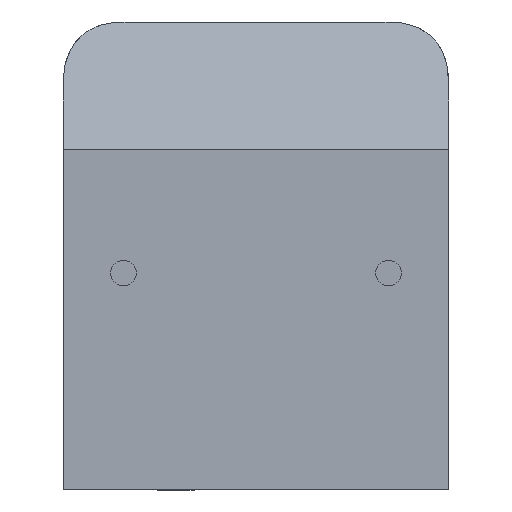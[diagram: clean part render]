
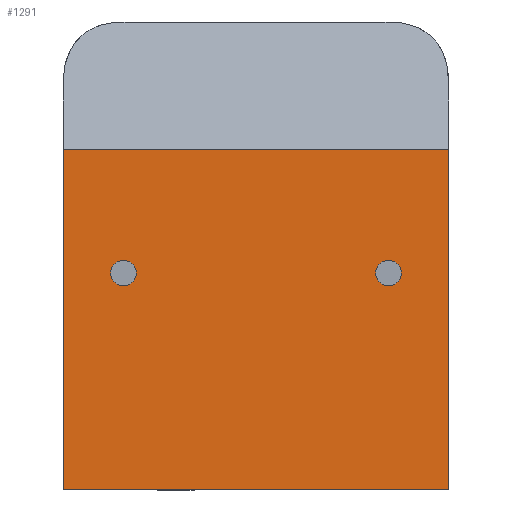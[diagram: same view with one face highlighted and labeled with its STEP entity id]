
A CAD part, front view. The second image highlights one B-rep face of the part: STEP entity #1291.
In plain terms, the highlighted free-form (B-spline) face has degree [1, 1] with [2, 2] control points.
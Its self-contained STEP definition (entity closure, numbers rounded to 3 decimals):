
#18=LINE('',#2088,#70);
#22=LINE('',#3158,#74);
#49=LINE('',#3349,#101);
#56=LINE('',#3366,#108);
#70=VECTOR('',#1536,1000.);
#74=VECTOR('',#1546,1000.);
#101=VECTOR('',#1607,1000.);
#108=VECTOR('',#1618,1000.);
#154=B_SPLINE_SURFACE_WITH_KNOTS('',1,1,((#3362,#3363),(#3364,#3365)),
 .PLANE_SURF.,.F.,.F.,.F.,(2,2),(2,2),(0.,1.),(0.,1.),.UNSPECIFIED.);
#419=ORIENTED_EDGE('',*,*,#761,.T.);
#420=ORIENTED_EDGE('',*,*,#770,.F.);
#421=ORIENTED_EDGE('',*,*,#715,.F.);
#422=ORIENTED_EDGE('',*,*,#692,.F.);
#423=ORIENTED_EDGE('',*,*,#664,.T.);
#424=ORIENTED_EDGE('',*,*,#771,.T.);
#425=ORIENTED_EDGE('',*,*,#772,.T.);
#426=ORIENTED_EDGE('',*,*,#660,.T.);
#427=ORIENTED_EDGE('',*,*,#773,.T.);
#428=ORIENTED_EDGE('',*,*,#774,.T.);
#660=EDGE_CURVE('',#855,#854,#974,.T.);
#664=EDGE_CURVE('',#859,#858,#976,.T.);
#692=EDGE_CURVE('',#880,#881,#18,.T.);
#715=EDGE_CURVE('',#881,#903,#22,.T.);
#761=EDGE_CURVE('',#880,#936,#49,.T.);
#770=EDGE_CURVE('',#903,#936,#56,.T.);
#771=EDGE_CURVE('',#858,#937,#1011,.T.);
#772=EDGE_CURVE('',#937,#859,#1012,.T.);
#773=EDGE_CURVE('',#854,#938,#1013,.T.);
#774=EDGE_CURVE('',#938,#855,#1014,.T.);
#854=VERTEX_POINT('',#1914);
#855=VERTEX_POINT('',#1916);
#858=VERTEX_POINT('',#1932);
#859=VERTEX_POINT('',#1934);
#880=VERTEX_POINT('',#2087);
#881=VERTEX_POINT('',#2089);
#903=VERTEX_POINT('',#3159);
#936=VERTEX_POINT('',#3348);
#937=VERTEX_POINT('',#3368);
#938=VERTEX_POINT('',#3371);
#974=CIRCLE('',#1372,1.5);
#976=CIRCLE('',#1374,1.5);
#1011=CIRCLE('',#1409,1.5);
#1012=CIRCLE('',#1410,1.5);
#1013=CIRCLE('',#1411,1.5);
#1014=CIRCLE('',#1412,1.5);
#1077=EDGE_LOOP('',(#419,#420,#421,#422));
#1078=EDGE_LOOP('',(#423,#424,#425));
#1079=EDGE_LOOP('',(#426,#427,#428));
#1164=FACE_BOUND('',#1077,.T.);
#1165=FACE_BOUND('',#1078,.T.);
#1166=FACE_BOUND('',#1079,.T.);
#1291=ADVANCED_FACE('',(#1164,#1165,#1166),#154,.T.);
#1372=AXIS2_PLACEMENT_3D('',#1915,#1500,#1501);
#1374=AXIS2_PLACEMENT_3D('',#1933,#1504,#1505);
#1409=AXIS2_PLACEMENT_3D('',#3367,#1619,#1620);
#1410=AXIS2_PLACEMENT_3D('',#3369,#1621,#1622);
#1411=AXIS2_PLACEMENT_3D('',#3370,#1623,#1624);
#1412=AXIS2_PLACEMENT_3D('',#3372,#1625,#1626);
#1500=DIRECTION('',(0.,1.,0.));
#1501=DIRECTION('',(0.,0.,-1.));
#1504=DIRECTION('',(0.,1.,0.));
#1505=DIRECTION('',(0.,0.,-1.));
#1536=DIRECTION('',(1.,0.,0.));
#1546=DIRECTION('',(0.,0.,-1.));
#1607=DIRECTION('',(0.,0.,-1.));
#1618=DIRECTION('',(-1.,0.,0.));
#1619=DIRECTION('',(0.,1.,0.));
#1620=DIRECTION('',(0.,0.,-1.));
#1621=DIRECTION('',(0.,1.,0.));
#1622=DIRECTION('',(0.,0.,-1.));
#1623=DIRECTION('',(0.,1.,0.));
#1624=DIRECTION('',(0.,0.,-1.));
#1625=DIRECTION('',(0.,1.,0.));
#1626=DIRECTION('',(0.,0.,-1.));
#1914=CARTESIAN_POINT('',(17.079,0.,5.125));
#1915=CARTESIAN_POINT('',(15.579,0.,5.125));
#1916=CARTESIAN_POINT('',(14.079,0.,5.125));
#1932=CARTESIAN_POINT('',(-14.079,0.,5.125));
#1933=CARTESIAN_POINT('',(-15.579,0.,5.125));
#1934=CARTESIAN_POINT('',(-17.079,0.,5.125));
#2087=CARTESIAN_POINT('',(-22.65,0.,19.625));
#2088=CARTESIAN_POINT('',(8.635,0.,19.625));
#2089=CARTESIAN_POINT('',(22.65,0.,19.625));
#3158=CARTESIAN_POINT('',(22.65,0.,15.125));
#3159=CARTESIAN_POINT('',(22.65,0.,-20.375));
#3348=CARTESIAN_POINT('',(-22.65,0.,-20.375));
#3349=CARTESIAN_POINT('',(-22.65,0.,15.125));
#3362=CARTESIAN_POINT('',(-24.915,0.,21.625));
#3363=CARTESIAN_POINT('',(24.915,0.,21.625));
#3364=CARTESIAN_POINT('',(-24.915,0.,-22.375));
#3365=CARTESIAN_POINT('',(24.915,0.,-22.375));
#3366=CARTESIAN_POINT('',(8.635,0.,-20.375));
#3367=CARTESIAN_POINT('',(-15.579,0.,5.125));
#3368=CARTESIAN_POINT('',(-15.579,0.,3.625));
#3369=CARTESIAN_POINT('',(-15.579,0.,5.125));
#3370=CARTESIAN_POINT('',(15.579,0.,5.125));
#3371=CARTESIAN_POINT('',(15.579,0.,3.625));
#3372=CARTESIAN_POINT('',(15.579,0.,5.125));
